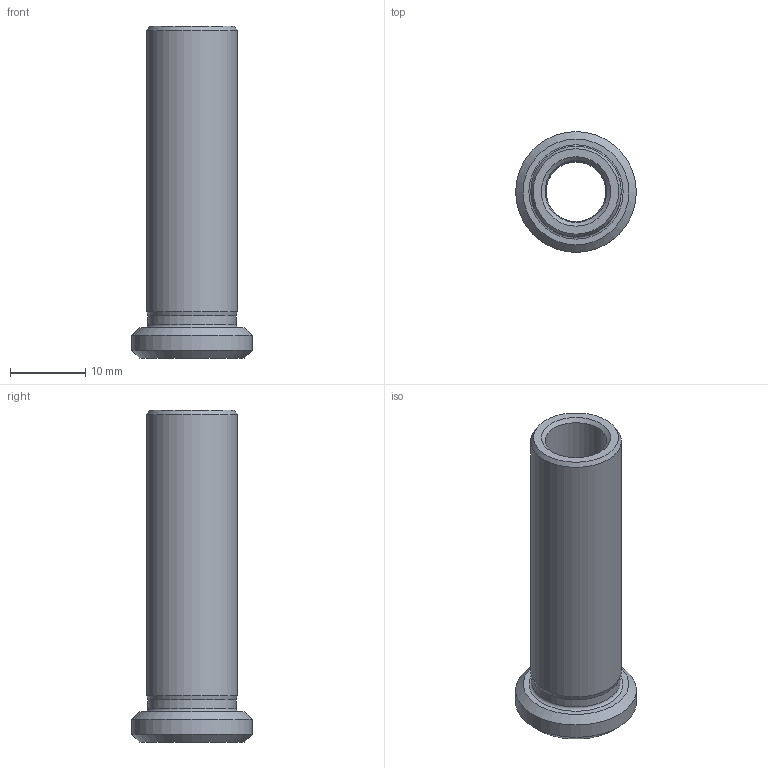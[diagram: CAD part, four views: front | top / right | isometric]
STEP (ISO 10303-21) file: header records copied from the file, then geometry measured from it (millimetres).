
FILE_DESCRIPTION(/* description */ (''),/* implementation_level */ '2;1');
FILE_NAME(/* name */ '1704269780024.stp',/* time_stamp */ '2024-01-03T13:46:30+05:00',/* author */ (''),/* organization */ ('SMS'),/* preprocessor_version */ 'ST-DEVELOPER v16.7',/* originating_system */ 'SIEMENS PLM Software NX 12.0',/* authorisation */ '');
FILE_SCHEMA (('AUTOMOTIVE_DESIGN { 1 0 10303 214 3 1 1 1 }'));
Length unit declared in the file: millimetre
Products named in the file (1): 205082173mod000_00
Bounding box: 16 x 16 x 44 mm (x, y, z)
Volume: 3061.4 mm3; surface area: 3027.3 mm2
Topology: 1 solids, 1 shells, 16 faces, 33 edges, 23 vertices
Faces by surface type: cone 6, cylinder 5, plane 3, torus 2
Full cylindrical faces by diameter (mm): 7.938 x1, 8.2 x1, 11.7 x1, 12 x1, 16 x1
Entity records: 397 total; most frequent: DIRECTION 72, CARTESIAN_POINT 55, AXIS2_PLACEMENT_3D 36, FACE_BOUND 32, EDGE_LOOP 32, ORIENTED_EDGE 32, ADVANCED_FACE 16, VERTEX_POINT 16
